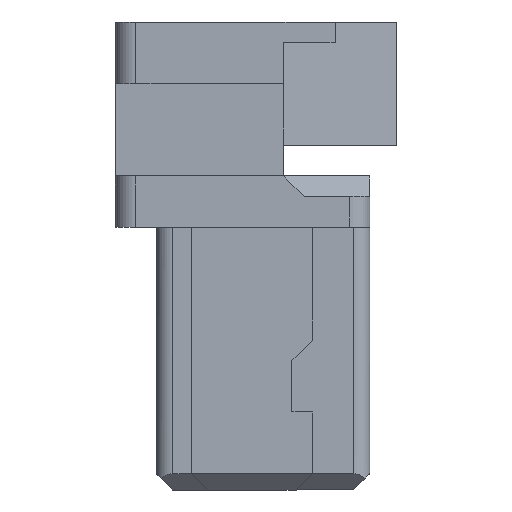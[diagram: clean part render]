
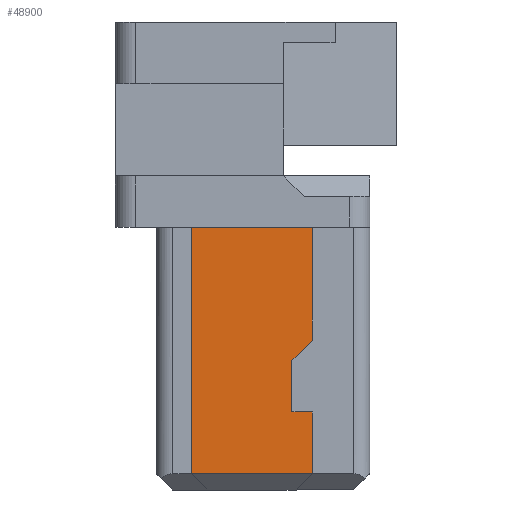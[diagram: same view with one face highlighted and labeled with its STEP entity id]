
A CAD part, left-side view. The second image highlights one B-rep face of the part: STEP entity #48900.
In plain terms, the highlighted face is planar.
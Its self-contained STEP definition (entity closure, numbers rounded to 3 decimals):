
#31370=CARTESIAN_POINT('',(28.697,68.006,12.625));
#31380=VERTEX_POINT('',#31370);
#31410=CARTESIAN_POINT('',(28.697,0.,12.625));
#31420=DIRECTION('',(0.,1.,0.));
#31430=VECTOR('',#31420,1.);
#31440=LINE('',#31410,#31430);
#31450=CARTESIAN_POINT('',(28.697,67.416,12.625));
#31460=VERTEX_POINT('',#31450);
#31470=EDGE_CURVE('',#31460,#31380,#31440,.T.);
#34860=CARTESIAN_POINT('',(29.897,67.416,12.625));
#34870=VERTEX_POINT('',#34860);
#34900=CARTESIAN_POINT('',(29.897,67.531,12.625));
#34910=DIRECTION('',(0.,-1.,0.));
#34920=VECTOR('',#34910,1.);
#34930=LINE('',#34900,#34920);
#34940=CARTESIAN_POINT('',(29.897,68.006,12.625));
#34950=VERTEX_POINT('',#34940);
#34960=EDGE_CURVE('',#34950,#34870,#34930,.T.);
#47520=CARTESIAN_POINT('',(28.822,68.006,12.625));
#47530=DIRECTION('',(1.,0.,0.));
#47540=VECTOR('',#47530,1.);
#47550=LINE('',#47520,#47540);
#47560=CARTESIAN_POINT('',(29.597,68.006,12.625));
#47570=VERTEX_POINT('',#47560);
#47580=EDGE_CURVE('',#47570,#34950,#47550,.T.);
#47780=CARTESIAN_POINT('',(29.597,56.396,12.625));
#47790=DIRECTION('',(0.,-1.,0.));
#47800=VECTOR('',#47790,1.);
#47810=LINE('',#47780,#47800);
#47820=CARTESIAN_POINT('',(29.597,67.906,12.625));
#47830=VERTEX_POINT('',#47820);
#47840=EDGE_CURVE('',#47570,#47830,#47810,.T.);
#48020=CARTESIAN_POINT('',(28.822,67.906,12.625));
#48030=DIRECTION('',(-1.,0.,0.));
#48040=VECTOR('',#48030,1.);
#48050=LINE('',#48020,#48040);
#48060=CARTESIAN_POINT('',(29.347,67.906,12.625));
#48070=VERTEX_POINT('',#48060);
#48080=EDGE_CURVE('',#47830,#48070,#48050,.T.);
#48260=CARTESIAN_POINT('',(28.822,68.431,12.625));
#48270=DIRECTION('',(-0.707,0.707,0.));
#48280=VECTOR('',#48270,1.);
#48290=LINE('',#48260,#48280);
#48300=CARTESIAN_POINT('',(29.247,68.006,12.625));
#48310=VERTEX_POINT('',#48300);
#48320=EDGE_CURVE('',#48070,#48310,#48290,.T.);
#48430=EDGE_CURVE('',#31380,#48310,#47550,.T.);
#48700=CARTESIAN_POINT('',(29.977,67.646,12.625));
#48710=DIRECTION('',(0.,0.,1.));
#48720=DIRECTION('',(1.,0.,0.));
#48730=AXIS2_PLACEMENT_3D('',#48700,#48710,#48720);
#48740=PLANE('',#48730);
#48750=CARTESIAN_POINT('',(0.,67.416,12.625));
#48760=DIRECTION('',(1.,0.,0.));
#48770=VECTOR('',#48760,1.);
#48780=LINE('',#48750,#48770);
#48790=EDGE_CURVE('',#31460,#34870,#48780,.T.);
#48800=ORIENTED_EDGE('',*,*,#48790,.T.);
#48810=ORIENTED_EDGE('',*,*,#31470,.F.);
#48820=ORIENTED_EDGE('',*,*,#48430,.F.);
#48830=ORIENTED_EDGE('',*,*,#48320,.T.);
#48840=ORIENTED_EDGE('',*,*,#48080,.T.);
#48850=ORIENTED_EDGE('',*,*,#47840,.T.);
#48860=ORIENTED_EDGE('',*,*,#47580,.F.);
#48870=ORIENTED_EDGE('',*,*,#34960,.F.);
#48880=EDGE_LOOP('',(#48870,#48860,#48850,#48840,#48830,#48820,#48810,
#48800));
#48890=FACE_OUTER_BOUND('',#48880,.T.);
#48900=ADVANCED_FACE('',(#48890),#48740,.T.);
